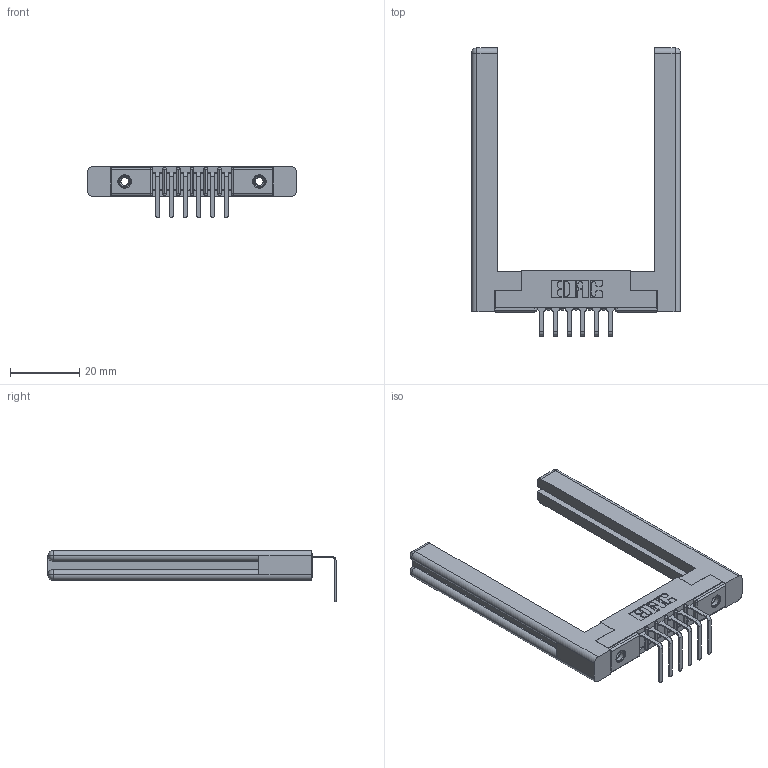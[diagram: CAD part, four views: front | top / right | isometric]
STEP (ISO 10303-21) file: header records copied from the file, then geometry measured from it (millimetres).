
FILE_DESCRIPTION (( 'STEP AP203' ), '1' );
FILE_NAME ('307-006-558-158.STEP', '2019-09-04T11:49:34', ( '' ), ( '' ), 'SwSTEP 2.0', 'SolidWorks 2016', '' );
FILE_SCHEMA (( 'CONFIG_CONTROL_DESIGN' ));
Length unit declared in the file: inch
Products named in the file (5): 307-290-001_558 - 2 (Single); 307-220-058; 307-006-558-158; 345-250-001_345-250-001-102; 307 Part_.156 Dia Mounting Holes
Assembly tree (11 placements, depth 2):
  307-006-558-158
    307 Part_.156 Dia Mounting Holes
    307-290-001_558 - 2 (Single)  x6
    307-220-058  x2
    345-250-001_345-250-001-102  x2
Bounding box: 60.4 x 83.27 x 14.81 mm (x, y, z)
Volume: 11598.1 mm3; surface area: 10914.5 mm2
Topology: 11 solids, 11 shells, 627 faces, 1721 edges, 1106 vertices
Faces by surface type: plane 388, cylinder 201, sphere 14, torus 12, cone 12
Entity records: 12319 total; most frequent: CARTESIAN_POINT 2071, ORIENTED_EDGE 1996, DIRECTION 1996, EDGE_CURVE 998, VECTOR 746, LINE 746, VERTEX_POINT 646, AXIS2_PLACEMENT_3D 625
